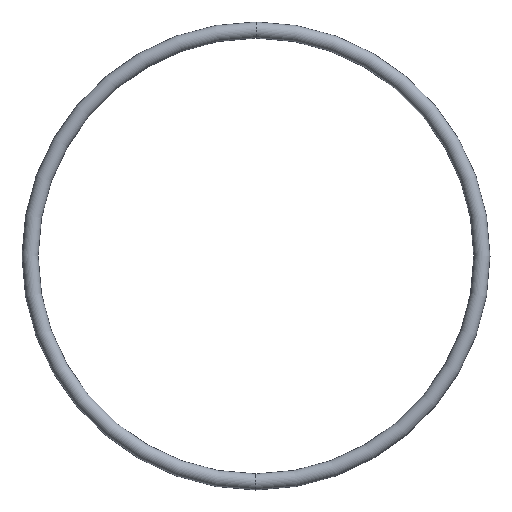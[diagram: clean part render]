
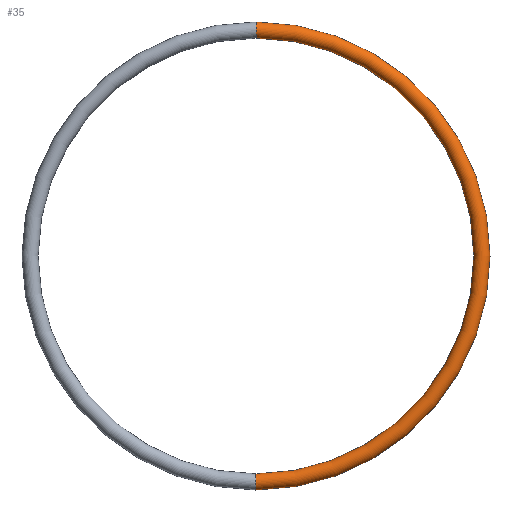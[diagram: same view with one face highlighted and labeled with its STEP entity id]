
A CAD part, left-side view. The second image highlights one B-rep face of the part: STEP entity #35.
In plain terms, the highlighted toroidal (fillet/blend) face has major radius 28.448 mm and minor radius 1.016 mm.
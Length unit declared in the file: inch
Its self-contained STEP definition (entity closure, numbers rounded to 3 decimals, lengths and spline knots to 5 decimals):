
#4 = DIRECTION ( 'NONE',  ( 0., 0., 1. ) ) ;
#5 = DIRECTION ( 'NONE',  ( 0., 1., 0. ) ) ;
#6 = CARTESIAN_POINT ( 'NONE',  ( 0.1, 0., -1.12 ) ) ;
#7 = AXIS2_PLACEMENT_3D ( 'NONE', #6, #5, #4 ) ;
#8 = CIRCLE ( 'NONE', #7, 0.04 ) ;
#10 = DIRECTION ( 'NONE',  ( 0., 0., 1. ) ) ;
#11 = DIRECTION ( 'NONE',  ( -1., 0., 0. ) ) ;
#12 = CARTESIAN_POINT ( 'NONE',  ( 0.1, 0., 0. ) ) ;
#13 = AXIS2_PLACEMENT_3D ( 'NONE', #12, #11, #10 ) ;
#14 = CIRCLE ( 'NONE', #13, 1.08 ) ;
#16 = CARTESIAN_POINT ( 'NONE',  ( 0.1, 0., 1.16 ) ) ;
#17 = DIRECTION ( 'NONE',  ( 0., 0., 1. ) ) ;
#18 = DIRECTION ( 'NONE',  ( -1., 0., 0. ) ) ;
#19 = CARTESIAN_POINT ( 'NONE',  ( 0.1, 0., 0. ) ) ;
#20 = AXIS2_PLACEMENT_3D ( 'NONE', #19, #18, #17 ) ;
#21 = CIRCLE ( 'NONE', #20, 1.16 ) ;
#24 = EDGE_CURVE ( 'NONE', #65, #25, #21, .T. ) ;
#25 = VERTEX_POINT ( 'NONE', #16 ) ;
#26 = ORIENTED_EDGE ( 'NONE', *, *, #27, .F. ) ;
#27 = EDGE_CURVE ( 'NONE', #53, #52, #14, .T. ) ;
#32 = EDGE_CURVE ( 'NONE', #65, #53, #8, .T. ) ;
#35 = ADVANCED_FACE ( 'NONE', ( #66 ), #87, .T. ) ;
#36 = EDGE_LOOP ( 'NONE', ( #64, #49, #50, #26 ) ) ;
#49 = ORIENTED_EDGE ( 'NONE', *, *, #24, .T. ) ;
#50 = ORIENTED_EDGE ( 'NONE', *, *, #51, .T. ) ;
#51 = EDGE_CURVE ( 'NONE', #25, #52, #94, .T. ) ;
#52 = VERTEX_POINT ( 'NONE', #98 ) ;
#53 = VERTEX_POINT ( 'NONE', #97 ) ;
#64 = ORIENTED_EDGE ( 'NONE', *, *, #32, .F. ) ;
#65 = VERTEX_POINT ( 'NONE', #122 ) ;
#66 = FACE_OUTER_BOUND ( 'NONE', #36, .T. ) ;
#83 = CARTESIAN_POINT ( 'NONE',  ( 0.1, 0., 0. ) ) ;
#85 = DIRECTION ( 'NONE',  ( 0., 0., 1. ) ) ;
#86 = AXIS2_PLACEMENT_3D ( 'NONE', #83, #88, #85 ) ;
#87 = TOROIDAL_SURFACE ( 'NONE', #86, 1.12, 0.04 ) ;
#88 = DIRECTION ( 'NONE',  ( -1., 0., 0. ) ) ;
#94 = CIRCLE ( 'NONE', #115, 0.04 ) ;
#97 = CARTESIAN_POINT ( 'NONE',  ( 0.1, 0., -1.08 ) ) ;
#98 = CARTESIAN_POINT ( 'NONE',  ( 0.1, 0., 1.08 ) ) ;
#102 = CARTESIAN_POINT ( 'NONE',  ( 0.1, 0., 1.12 ) ) ;
#114 = DIRECTION ( 'NONE',  ( 0., 0., -1. ) ) ;
#115 = AXIS2_PLACEMENT_3D ( 'NONE', #102, #116, #114 ) ;
#116 = DIRECTION ( 'NONE',  ( 0., -1., 0. ) ) ;
#122 = CARTESIAN_POINT ( 'NONE',  ( 0.1, 0., -1.16 ) ) ;
